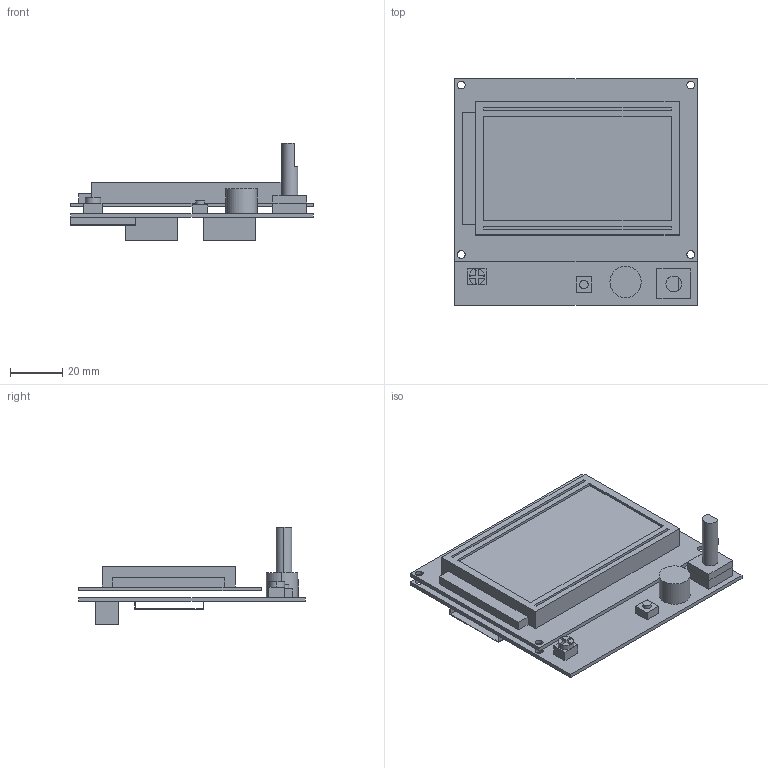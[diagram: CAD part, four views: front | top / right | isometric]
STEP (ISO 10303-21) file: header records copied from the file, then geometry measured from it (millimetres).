
FILE_DESCRIPTION (( 'STEP AP214' ), '1' );
FILE_NAME ('ReprapDiscountFullGraphicSmartController-Robotale_Dummy.STEP', '2016-03-14T13:05:49', ( ' ' ), ( ' ' ), 'SwSTEP 2.0', 'SolidWorks 2012', '' );
FILE_SCHEMA (( 'AUTOMOTIVE_DESIGN' ));
Length unit declared in the file: millimetre
Products named in the file (1): ReprapDiscountFullGraphicSmartController-Robotale_Dummy
Bounding box: 93 x 87 x 37.5 mm (x, y, z)
Volume: 55525.8 mm3; surface area: 47760.8 mm2
Topology: 15 solids, 15 shells, 139 faces, 318 edges, 212 vertices
Faces by surface type: plane 115, cylinder 24
Entity records: 5131 total; most frequent: CARTESIAN_POINT 670, DIRECTION 648, ORIENTED_EDGE 636, EDGE_CURVE 318, VECTOR 268, LINE 268, VERTEX_POINT 212, AXIS2_PLACEMENT_3D 190
